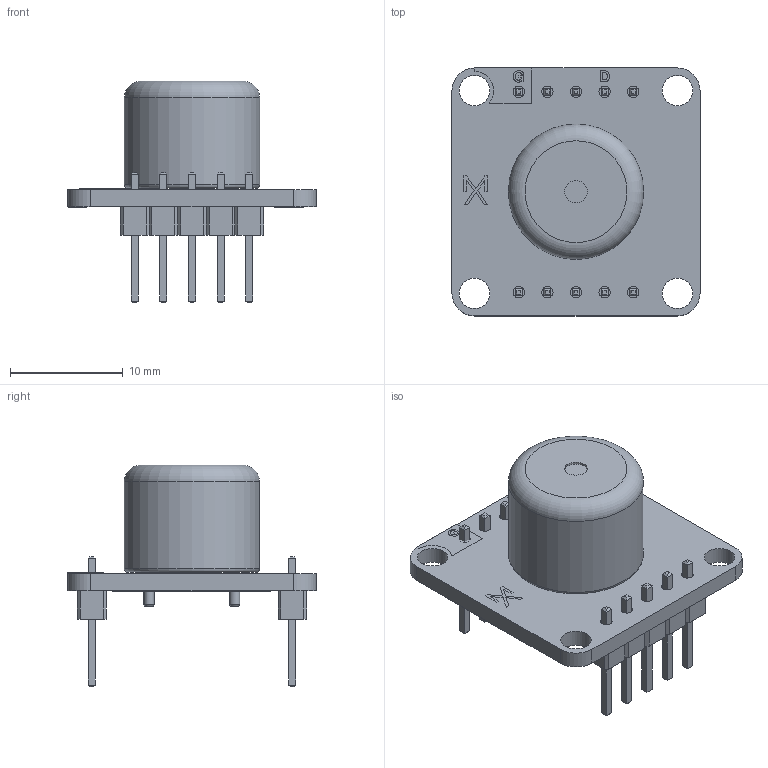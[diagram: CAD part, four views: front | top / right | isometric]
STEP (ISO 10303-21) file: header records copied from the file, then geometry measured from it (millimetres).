
FILE_DESCRIPTION(('KiCad electronic assembly'),'2;1');
FILE_NAME('AX22-0012.step','2025-12-09T17:15:21',('Pcbnew'),('Kicad'), 'Open CASCADE STEP processor 7.8','KiCad to STEP converter','Unknown' );
FILE_SCHEMA(('AUTOMOTIVE_DESIGN { 1 0 10303 214 1 1 1 1 }'));
Length unit declared in the file: millimetre
Products named in the file (5): AX22-0012 1; Buzzer_12x9.5RM7.6; PinHeader_1x05_P2.54mm_Vertical; AX22_Active-Buzzer_silkscreen; AX22_Active-Buzzer_PCB
Assembly tree (5 placements, depth 2):
  AX22-0012 1
    Buzzer_12x9.5RM7.6
    PinHeader_1x05_P2.54mm_Vertical  x2
    AX22_Active-Buzzer_silkscreen
    AX22_Active-Buzzer_PCB
Bounding box: 22 x 22 x 19.67 mm (x, y, z)
Volume: 1933.9 mm3; surface area: 2252.6 mm2
Topology: 4 solids, 34 shells, 317 faces, 1523 edges, 1267 vertices
Faces by surface type: plane 289, cylinder 24, torus 4
Full cylindrical faces by diameter (mm): 0.9 x2, 1 x12, 2 x1, 2.7 x4, 12 x1
Entity records: 13087 total; most frequent: CARTESIAN_POINT 2509, DIRECTION 1780, ORIENTED_EDGE 1615, EDGE_CURVE 1227, VERTEX_POINT 1083, LINE 1072, VECTOR 1072, AXIS2_PLACEMENT_3D 354
